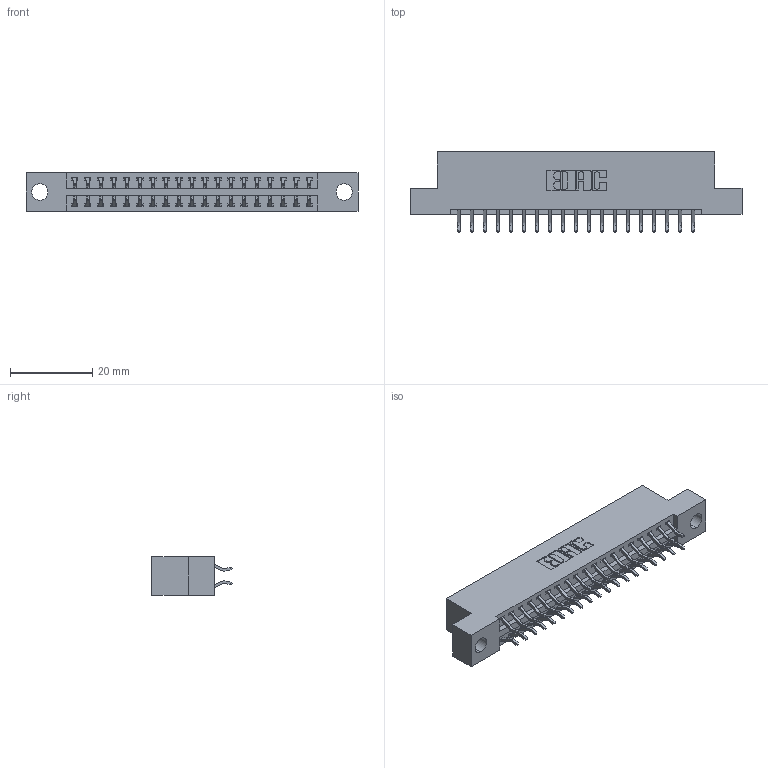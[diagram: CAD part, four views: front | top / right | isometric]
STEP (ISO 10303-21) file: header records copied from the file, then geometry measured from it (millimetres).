
FILE_DESCRIPTION (( 'STEP AP203' ), '1' );
FILE_NAME ('346-038-556-204.STEP', '2022-05-20T00:14:34', ( '' ), ( '' ), 'SwSTEP 2.0', 'SolidWorks 2020', '' );
FILE_SCHEMA (( 'CONFIG_CONTROL_DESIGN' ));
Length unit declared in the file: inch
Products named in the file (3): 346-038-556-204; 346 Part_Flush Mounting Lugs - 0.156 Dia-TH; 345-292-001_556 Tail
Assembly tree (39 placements, depth 2):
  346-038-556-204
    346 Part_Flush Mounting Lugs - 0.156 Dia-TH
    345-292-001_556 Tail  x38
Bounding box: 80.9 x 19.57 x 9.4 mm (x, y, z)
Volume: 7602.6 mm3; surface area: 9901.3 mm2
Topology: 39 solids, 39 shells, 2340 faces, 6939 edges, 4574 vertices
Faces by surface type: plane 1572, cylinder 768
Entity records: 16135 total; most frequent: CARTESIAN_POINT 2710, ORIENTED_EDGE 2630, DIRECTION 2427, EDGE_CURVE 1315, VECTOR 1099, LINE 1099, VERTEX_POINT 874, AXIS2_PLACEMENT_3D 664
